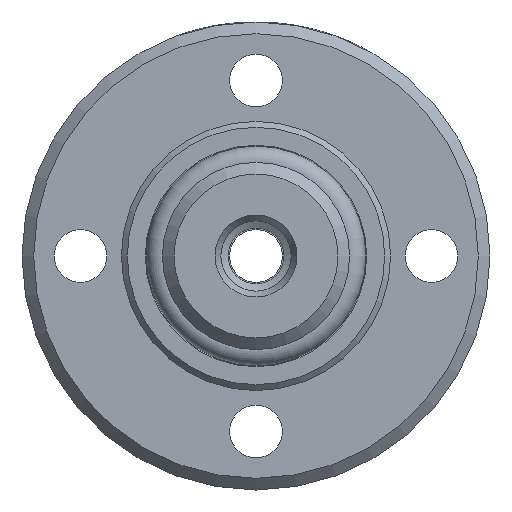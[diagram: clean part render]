
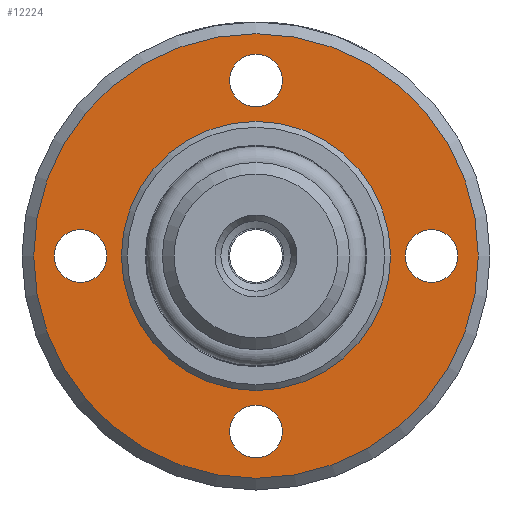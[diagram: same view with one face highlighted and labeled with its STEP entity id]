
A CAD part, left-side view. The second image highlights one B-rep face of the part: STEP entity #12224.
In plain terms, the highlighted planar face has unit normal (-1, 0, 0).
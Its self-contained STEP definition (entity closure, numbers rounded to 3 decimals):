
#11945=CARTESIAN_POINT('',(38.75,0.0,-10.8));
#11946=VERTEX_POINT('',#11945);
#11947=CARTESIAN_POINT('',(38.75,0.0,0.0));
#11948=DIRECTION('',(-1.0,0.0,0.0));
#11949=DIRECTION('',(0.0,0.0,-1.0));
#11950=AXIS2_PLACEMENT_3D('',#11947,#11948,#11949);
#11951=CIRCLE('',#11950,10.8);
#11952=EDGE_CURVE('',#11946,#11946,#11951,.T.);
#12161=CARTESIAN_POINT('',(38.75,0.0,-15.4));
#12162=DIRECTION('',(1.0,0.0,0.0));
#12163=DIRECTION('',(0.0,0.0,1.0));
#12164=AXIS2_PLACEMENT_3D('',#12161,#12162,#12163);
#12165=PLANE('',#12164);
#12166=CARTESIAN_POINT('',(38.75,-19.0,0.));
#12167=VERTEX_POINT('',#12166);
#12168=CARTESIAN_POINT('',(38.75,0.0,0.0));
#12169=DIRECTION('',(1.0,0.0,0.0));
#12170=DIRECTION('',(0.0,1.0,0.0));
#12171=AXIS2_PLACEMENT_3D('',#12168,#12169,#12170);
#12172=CIRCLE('',#12171,19.0);
#12173=EDGE_CURVE('',#12167,#12167,#12172,.T.);
#12174=ORIENTED_EDGE('',*,*,#12173,.F.);
#12175=EDGE_LOOP('',(#12174));
#12176=FACE_OUTER_BOUND('',#12175,.T.);
#12177=CARTESIAN_POINT('',(38.75,0.,12.75));
#12178=VERTEX_POINT('',#12177);
#12179=CARTESIAN_POINT('',(38.75,0.0,15.0));
#12180=DIRECTION('',(1.0,0.0,0.0));
#12181=DIRECTION('',(0.0,0.0,1.0));
#12182=AXIS2_PLACEMENT_3D('',#12179,#12180,#12181);
#12183=CIRCLE('',#12182,2.25);
#12184=EDGE_CURVE('',#12178,#12178,#12183,.T.);
#12185=ORIENTED_EDGE('',*,*,#12184,.T.);
#12186=EDGE_LOOP('',(#12185));
#12187=FACE_BOUND('',#12186,.T.);
#12188=CARTESIAN_POINT('',(38.75,0.,-17.25));
#12189=VERTEX_POINT('',#12188);
#12190=CARTESIAN_POINT('',(38.75,0.0,-15.0));
#12191=DIRECTION('',(1.0,0.0,0.0));
#12192=DIRECTION('',(0.0,0.0,1.0));
#12193=AXIS2_PLACEMENT_3D('',#12190,#12191,#12192);
#12194=CIRCLE('',#12193,2.25);
#12195=EDGE_CURVE('',#12189,#12189,#12194,.T.);
#12196=ORIENTED_EDGE('',*,*,#12195,.T.);
#12197=EDGE_LOOP('',(#12196));
#12198=FACE_BOUND('',#12197,.T.);
#12199=CARTESIAN_POINT('',(38.75,15.0,-2.25));
#12200=VERTEX_POINT('',#12199);
#12201=CARTESIAN_POINT('',(38.75,15.0,0.0));
#12202=DIRECTION('',(1.0,0.0,0.0));
#12203=DIRECTION('',(0.0,0.0,1.0));
#12204=AXIS2_PLACEMENT_3D('',#12201,#12202,#12203);
#12205=CIRCLE('',#12204,2.25);
#12206=EDGE_CURVE('',#12200,#12200,#12205,.T.);
#12207=ORIENTED_EDGE('',*,*,#12206,.T.);
#12208=EDGE_LOOP('',(#12207));
#12209=FACE_BOUND('',#12208,.T.);
#12210=CARTESIAN_POINT('',(38.75,-15.0,-2.25));
#12211=VERTEX_POINT('',#12210);
#12212=CARTESIAN_POINT('',(38.75,-15.0,0.0));
#12213=DIRECTION('',(1.0,0.0,0.0));
#12214=DIRECTION('',(0.0,0.0,1.0));
#12215=AXIS2_PLACEMENT_3D('',#12212,#12213,#12214);
#12216=CIRCLE('',#12215,2.25);
#12217=EDGE_CURVE('',#12211,#12211,#12216,.T.);
#12218=ORIENTED_EDGE('',*,*,#12217,.T.);
#12219=EDGE_LOOP('',(#12218));
#12220=FACE_BOUND('',#12219,.T.);
#12221=ORIENTED_EDGE('',*,*,#11952,.F.);
#12222=EDGE_LOOP('',(#12221));
#12223=FACE_BOUND('',#12222,.T.);
#12224=ADVANCED_FACE('',(#12176,#12187,#12198,#12209,#12220,#12223),#12165,.F.);
